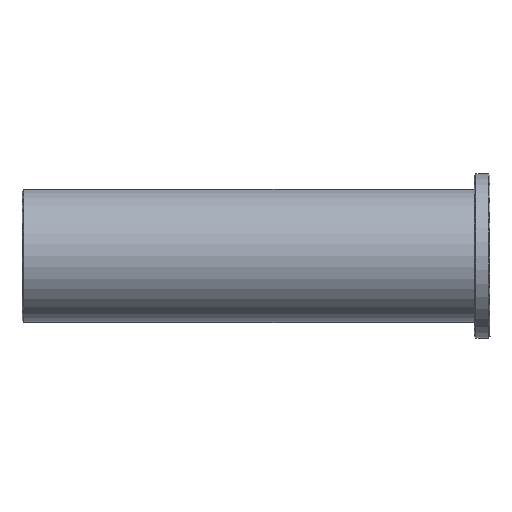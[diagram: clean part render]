
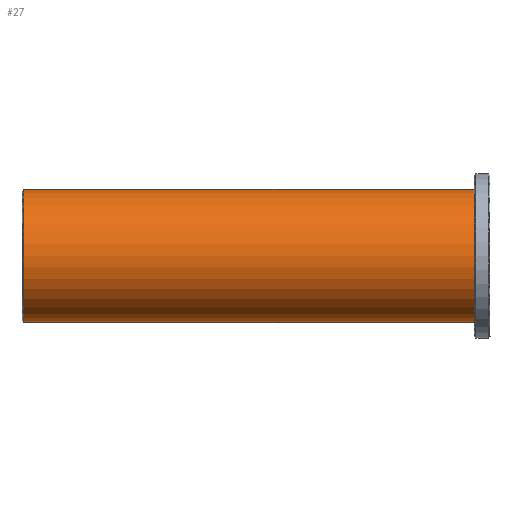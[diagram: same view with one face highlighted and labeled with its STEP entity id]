
A CAD part, top view. The second image highlights one B-rep face of the part: STEP entity #27.
In plain terms, the highlighted cylindrical face has radius 8.5 mm (diameter 17 mm), a partial arc.
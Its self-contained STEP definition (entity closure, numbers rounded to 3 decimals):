
#3 = CARTESIAN_POINT ( 'NONE',  ( 0.2, -8.5, 0. ) ) ;
#27 = ADVANCED_FACE ( 'NONE', ( #783 ), #620, .T. ) ;
#35 = DIRECTION ( 'NONE',  ( -1., 0., 0. ) ) ;
#48 = CARTESIAN_POINT ( 'NONE',  ( 0.2, 8.5, 0. ) ) ;
#58 = DIRECTION ( 'NONE',  ( -1., 0., 0. ) ) ;
#124 = ORIENTED_EDGE ( 'NONE', *, *, #149, .T. ) ;
#149 = EDGE_CURVE ( 'NONE', #1379, #1292, #1756, .T. ) ;
#207 = CARTESIAN_POINT ( 'NONE',  ( 57.8, -8.5, 0. ) ) ;
#296 = CARTESIAN_POINT ( 'NONE',  ( 57.8, 8.5, 0. ) ) ;
#318 = CARTESIAN_POINT ( 'NONE',  ( 0., -8.5, 0. ) ) ;
#394 = EDGE_CURVE ( 'NONE', #554, #663, #1698, .T. ) ;
#449 = CARTESIAN_POINT ( 'NONE',  ( 0.2, 0., 0. ) ) ;
#554 = VERTEX_POINT ( 'NONE', #207 ) ;
#620 = CYLINDRICAL_SURFACE ( 'NONE', #1593, 8.5 ) ;
#628 = ORIENTED_EDGE ( 'NONE', *, *, #1060, .T. ) ;
#656 = CARTESIAN_POINT ( 'NONE',  ( 0., 8.5, 0. ) ) ;
#663 = VERTEX_POINT ( 'NONE', #3 ) ;
#783 = FACE_OUTER_BOUND ( 'NONE', #1237, .T. ) ;
#808 = DIRECTION ( 'NONE',  ( -1., 0., 0. ) ) ;
#861 = DIRECTION ( 'NONE',  ( 0., -1., 0. ) ) ;
#902 = VECTOR ( 'NONE', #1499, 1000. ) ;
#952 = CIRCLE ( 'NONE', #1242, 8.5 ) ;
#1053 = DIRECTION ( 'NONE',  ( 0., -1., 0. ) ) ;
#1060 = EDGE_CURVE ( 'NONE', #1292, #663, #1083, .T. ) ;
#1083 = CIRCLE ( 'NONE', #1318, 8.5 ) ;
#1097 = ORIENTED_EDGE ( 'NONE', *, *, #1720, .T. ) ;
#1110 = CARTESIAN_POINT ( 'NONE',  ( 57.8, 0., 0. ) ) ;
#1140 = DIRECTION ( 'NONE',  ( 1., 0., 0. ) ) ;
#1237 = EDGE_LOOP ( 'NONE', ( #1097, #124, #628, #1624 ) ) ;
#1242 = AXIS2_PLACEMENT_3D ( 'NONE', #1110, #808, #1750 ) ;
#1292 = VERTEX_POINT ( 'NONE', #48 ) ;
#1318 = AXIS2_PLACEMENT_3D ( 'NONE', #449, #1140, #861 ) ;
#1347 = VECTOR ( 'NONE', #35, 1000. ) ;
#1379 = VERTEX_POINT ( 'NONE', #296 ) ;
#1499 = DIRECTION ( 'NONE',  ( -1., 0., 0. ) ) ;
#1593 = AXIS2_PLACEMENT_3D ( 'NONE', #1735, #58, #1053 ) ;
#1624 = ORIENTED_EDGE ( 'NONE', *, *, #394, .F. ) ;
#1698 = LINE ( 'NONE', #318, #1347 ) ;
#1720 = EDGE_CURVE ( 'NONE', #554, #1379, #952, .T. ) ;
#1735 = CARTESIAN_POINT ( 'NONE',  ( 0., 0., 0. ) ) ;
#1750 = DIRECTION ( 'NONE',  ( 0., -1., 0. ) ) ;
#1756 = LINE ( 'NONE', #656, #902 ) ;
